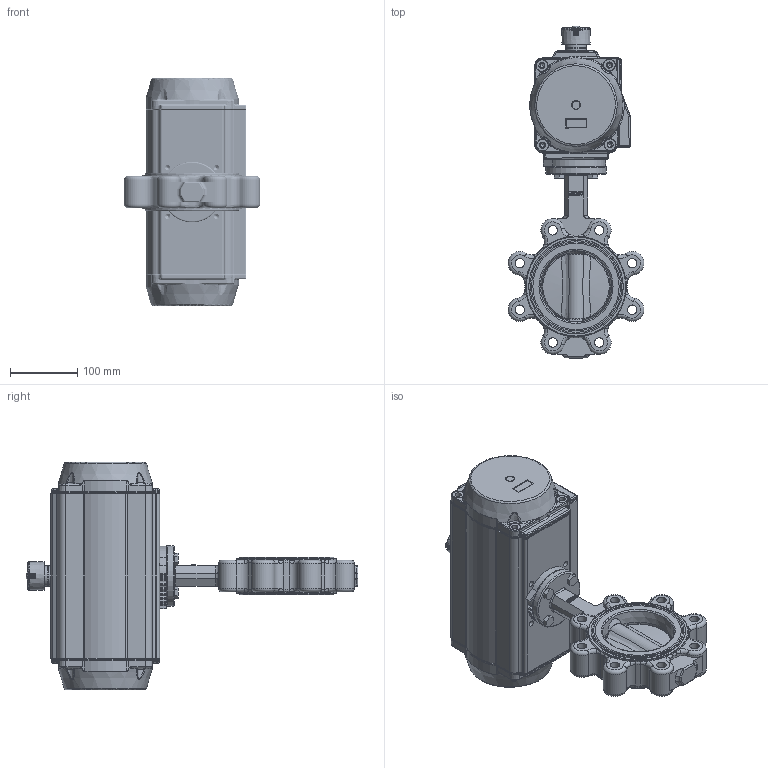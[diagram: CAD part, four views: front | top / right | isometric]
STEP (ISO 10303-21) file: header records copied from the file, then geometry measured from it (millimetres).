
FILE_DESCRIPTION(/* description */ ('Unknown'),/* implementation_level */ '2;1');
FILE_NAME(/* name */ 'PE07 5200_5210_5220-12',/* time_stamp */ '2025-04-03T10:02:46+02:00',/* author */ ('Unknown'),/* organization */ ('Unknown'),/* preprocessor_version */ 'ST-DEVELOPER v19.4',/* originating_system */ 'Solid Edge',/* authorisation */ 'Unknown');
FILE_SCHEMA (('AUTOMOTIVE_DESIGN {1 0 10303 214 3 1 1}'));
Products named in the file (20): PE07 5200_5210_5220-12; Raster DN40- DN150; LUG-DN100; DN100概极; seat; disc; shaft1; shaft2; bushing1; M10x30; PD08_PE07; VTE125埴詰; vt125-2016-06-25; vt125-2016-06-25   酘傷裔_MIR; VT125-03-01   活塞; VT125-3 粣; Optische Anzeige; ______; ________(___________; cup head nib bolts with large head gb_GB_FASTENER_BOLT_CHNBW M6X25-N
Assembly tree (27 placements, depth 4):
  PE07 5200_5210_5220-12
    Raster DN40- DN150
    LUG-DN100
      DN100概极
      seat
      disc
      shaft1
      shaft2
      bushing1  x2
    M10x30  x4
    PD08_PE07
      VTE125埴詰
      vt125-2016-06-25
      vt125-2016-06-25   酘傷裔_MIR
      VT125-03-01   活塞  x2
      VT125-3 粣
      Optische Anzeige
        ______
        ________(___________  x4
        cup head nib bolts with large head gb_GB_FASTENER_BOLT_CHNBW M6X25-N
Bounding box: 201.28 x 492 x 337 mm (x, y, z)
Volume: 4525795.4 mm3; surface area: 955565.7 mm2
Topology: 24 solids, 24 shells, 3815 faces, 9515 edges, 5850 vertices
Faces by surface type: plane 1053, cylinder 1020, bspline 836, torus 607, cone 246, sphere 53
Full cylindrical faces by diameter (mm): 3 x16, 3.3 x8, 4.134 x8, 4.66 x1, 4.917 x1, 5 x1, 6 x1, 6.2 x1, 6.647 x12, 6.8 x8, 7 x1, 8.376 x4, 10 x8, 10.106 x2, 10.7 x1, 11.445 x2, 12 x1, 13 x2, 14 x8, 15.77 x5, 15.93 x1, 16 x2, 17 x8, 17.5 x2, 20.6 x2, 20.62 x2, 20.7 x2, 25 x1, 25.8 x2, 26 x2
Entity records: 125080 total; most frequent: CARTESIAN_POINT 58978, ORIENTED_EDGE 14250, DIRECTION 12020, EDGE_CURVE 7125, AXIS2_PLACEMENT_3D 4741, VERTEX_POINT 4611, FACE_BOUND 3600, EDGE_LOOP 3576
